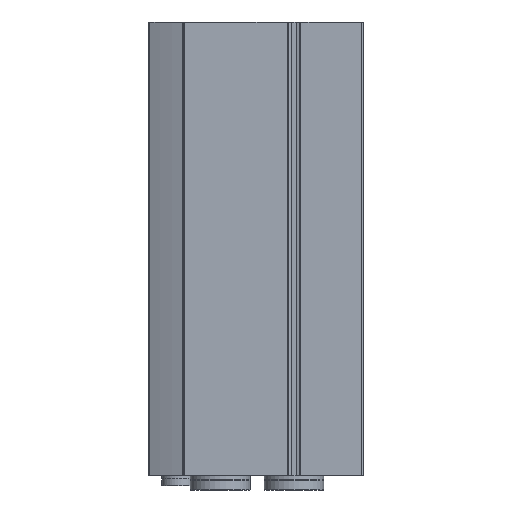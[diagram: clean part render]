
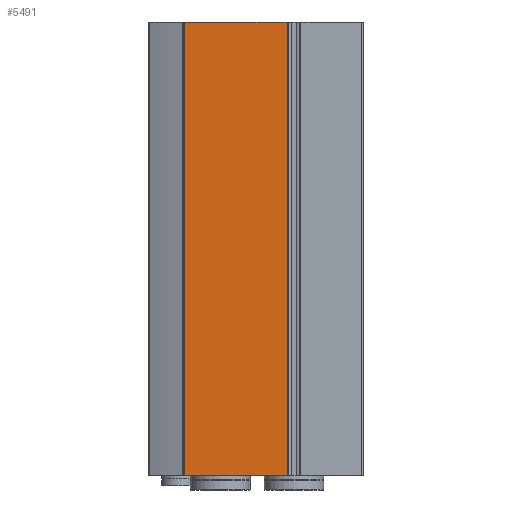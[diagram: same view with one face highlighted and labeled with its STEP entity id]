
A CAD part, front view. The second image highlights one B-rep face of the part: STEP entity #5491.
In plain terms, the highlighted planar face has unit normal (0, -1, 0).
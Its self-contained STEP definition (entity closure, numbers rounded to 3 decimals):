
#235=PLANE('',#5948);
#820=ORIENTED_EDGE('',*,*,#2234,.F.);
#821=ORIENTED_EDGE('',*,*,#2233,.F.);
#822=ORIENTED_EDGE('',*,*,#2235,.T.);
#823=ORIENTED_EDGE('',*,*,#2236,.T.);
#2233=EDGE_CURVE('',#2937,#2936,#3458,.T.);
#2234=EDGE_CURVE('',#2936,#2938,#3459,.T.);
#2235=EDGE_CURVE('',#2937,#2939,#3460,.T.);
#2236=EDGE_CURVE('',#2939,#2938,#3461,.T.);
#2936=VERTEX_POINT('',#8783);
#2937=VERTEX_POINT('',#8785);
#2938=VERTEX_POINT('',#8789);
#2939=VERTEX_POINT('',#8791);
#3458=LINE('',#8786,#3818);
#3459=LINE('',#8788,#3819);
#3460=LINE('',#8790,#3820);
#3461=LINE('',#8792,#3821);
#3818=VECTOR('',#6709,1000.);
#3819=VECTOR('',#6712,1000.);
#3820=VECTOR('',#6713,1000.);
#3821=VECTOR('',#6714,1000.);
#4186=EDGE_LOOP('',(#820,#821,#822,#823));
#4780=FACE_BOUND('',#4186,.T.);
#5491=ADVANCED_FACE('',(#4780),#235,.T.);
#5948=AXIS2_PLACEMENT_3D('',#8787,#6710,#6711);
#6709=DIRECTION('',(0.,0.,1.));
#6710=DIRECTION('',(0.,-1.,0.));
#6711=DIRECTION('',(0.,0.,-1.));
#6712=DIRECTION('',(1.,0.,0.));
#6713=DIRECTION('',(1.,0.,0.));
#6714=DIRECTION('',(0.,0.,1.));
#8783=CARTESIAN_POINT('',(-47.42,0.,0.));
#8785=CARTESIAN_POINT('',(-47.42,0.,-197.));
#8786=CARTESIAN_POINT('',(-47.42,0.,-197.));
#8787=CARTESIAN_POINT('',(-47.42,0.,-197.));
#8788=CARTESIAN_POINT('',(-47.42,0.,0.));
#8789=CARTESIAN_POINT('',(-3.,0.,0.));
#8790=CARTESIAN_POINT('',(-47.42,0.,-197.));
#8791=CARTESIAN_POINT('',(-3.,0.,-197.));
#8792=CARTESIAN_POINT('',(-3.,0.,-197.));
